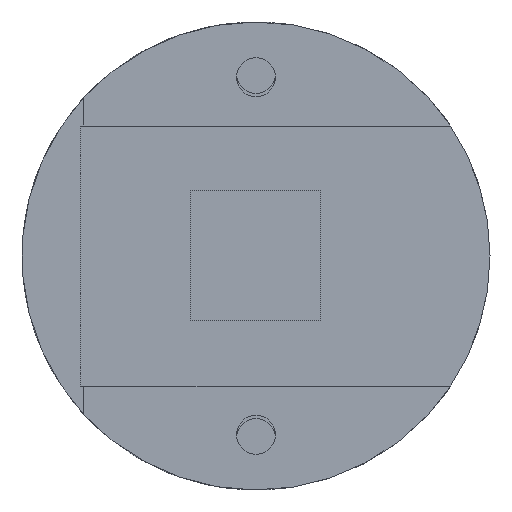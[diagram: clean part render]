
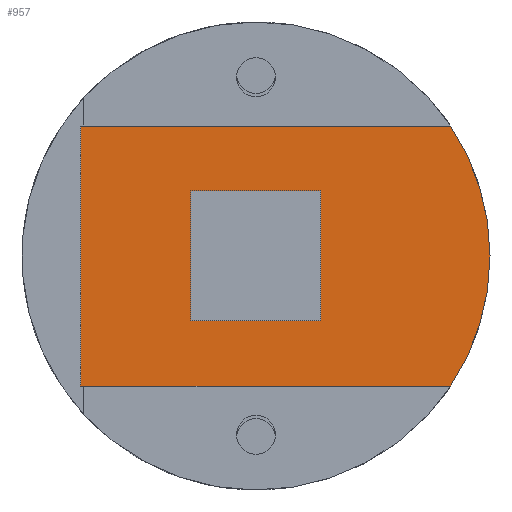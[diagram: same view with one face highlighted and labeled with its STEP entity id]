
A CAD part, front view. The second image highlights one B-rep face of the part: STEP entity #957.
In plain terms, the highlighted planar face has unit normal (0, -1, 0).
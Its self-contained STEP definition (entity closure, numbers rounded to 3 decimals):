
#26=FACE_BOUND('',#174,.T.);
#44=CIRCLE('',#1008,18.);
#47=CIRCLE('',#1011,18.);
#112=FACE_OUTER_BOUND('',#173,.T.);
#173=EDGE_LOOP('',(#753,#754,#755,#756,#757));
#174=EDGE_LOOP('',(#758,#759,#760,#761));
#219=LINE('',#1415,#312);
#226=LINE('',#1429,#319);
#228=LINE('',#1432,#321);
#236=LINE('',#1472,#329);
#240=LINE('',#1480,#333);
#243=LINE('',#1486,#336);
#246=LINE('',#1491,#339);
#312=VECTOR('',#1118,10.);
#319=VECTOR('',#1129,10.);
#321=VECTOR('',#1133,10.);
#329=VECTOR('',#1171,10.);
#333=VECTOR('',#1177,10.);
#336=VECTOR('',#1182,10.);
#339=VECTOR('',#1187,10.);
#404=VERTEX_POINT('',#1412);
#405=VERTEX_POINT('',#1414);
#409=VERTEX_POINT('',#1426);
#410=VERTEX_POINT('',#1428);
#411=VERTEX_POINT('',#1434);
#426=VERTEX_POINT('',#1470);
#427=VERTEX_POINT('',#1471);
#430=VERTEX_POINT('',#1479);
#432=VERTEX_POINT('',#1485);
#494=EDGE_CURVE('',#405,#404,#219,.T.);
#501=EDGE_CURVE('',#410,#409,#226,.T.);
#503=EDGE_CURVE('',#409,#405,#228,.T.);
#504=EDGE_CURVE('',#404,#411,#44,.T.);
#507=EDGE_CURVE('',#411,#410,#47,.T.);
#523=EDGE_CURVE('',#426,#427,#236,.T.);
#527=EDGE_CURVE('',#427,#430,#240,.T.);
#530=EDGE_CURVE('',#430,#432,#243,.T.);
#533=EDGE_CURVE('',#432,#426,#246,.T.);
#753=ORIENTED_EDGE('',*,*,#494,.T.);
#754=ORIENTED_EDGE('',*,*,#504,.T.);
#755=ORIENTED_EDGE('',*,*,#507,.T.);
#756=ORIENTED_EDGE('',*,*,#501,.T.);
#757=ORIENTED_EDGE('',*,*,#503,.T.);
#758=ORIENTED_EDGE('',*,*,#523,.T.);
#759=ORIENTED_EDGE('',*,*,#527,.T.);
#760=ORIENTED_EDGE('',*,*,#530,.T.);
#761=ORIENTED_EDGE('',*,*,#533,.T.);
#914=PLANE('',#1042);
#957=ADVANCED_FACE('',(#112,#26),#914,.F.);
#1008=AXIS2_PLACEMENT_3D('',#1435,#1136,#1137);
#1011=AXIS2_PLACEMENT_3D('',#1438,#1142,#1143);
#1042=AXIS2_PLACEMENT_3D('',#1549,#1247,#1248);
#1118=DIRECTION('',(1.,0.,0.));
#1129=DIRECTION('',(-1.,0.,0.));
#1133=DIRECTION('',(0.,0.,-1.));
#1136=DIRECTION('center_axis',(0.,-1.,0.));
#1137=DIRECTION('ref_axis',(-1.,0.,0.));
#1142=DIRECTION('center_axis',(0.,-1.,0.));
#1143=DIRECTION('ref_axis',(-1.,0.,0.));
#1171=DIRECTION('',(-1.,0.,0.));
#1177=DIRECTION('',(0.,0.,1.));
#1182=DIRECTION('',(1.,0.,0.));
#1187=DIRECTION('',(0.,0.,-1.));
#1247=DIRECTION('center_axis',(0.,1.,0.));
#1248=DIRECTION('ref_axis',(0.,0.,1.));
#1412=CARTESIAN_POINT('',(14.967,-1.5,-10.));
#1414=CARTESIAN_POINT('',(-13.5,-1.5,-10.));
#1415=CARTESIAN_POINT('',(15.289,-1.5,-10.));
#1426=CARTESIAN_POINT('',(-13.5,-1.5,10.));
#1428=CARTESIAN_POINT('',(14.967,-1.5,10.));
#1429=CARTESIAN_POINT('',(-13.,-1.5,10.));
#1432=CARTESIAN_POINT('',(-13.5,-1.5,-10.));
#1434=CARTESIAN_POINT('',(18.,-1.5,0.));
#1435=CARTESIAN_POINT('Origin',(0.,-1.5,0.));
#1438=CARTESIAN_POINT('Origin',(0.,-1.5,0.));
#1470=CARTESIAN_POINT('',(5.,-1.5,-5.));
#1471=CARTESIAN_POINT('',(-5.,-1.5,-5.));
#1472=CARTESIAN_POINT('',(-2.,-1.5,-5.));
#1479=CARTESIAN_POINT('',(-5.,-1.5,5.));
#1480=CARTESIAN_POINT('',(-5.,-1.5,2.5));
#1485=CARTESIAN_POINT('',(5.,-1.5,5.));
#1486=CARTESIAN_POINT('',(3.,-1.5,5.));
#1491=CARTESIAN_POINT('',(5.,-1.5,-2.5));
#1549=CARTESIAN_POINT('Origin',(1.,-1.5,0.));
